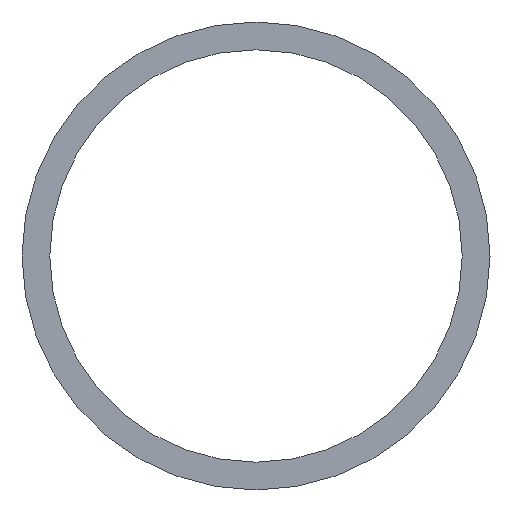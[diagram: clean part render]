
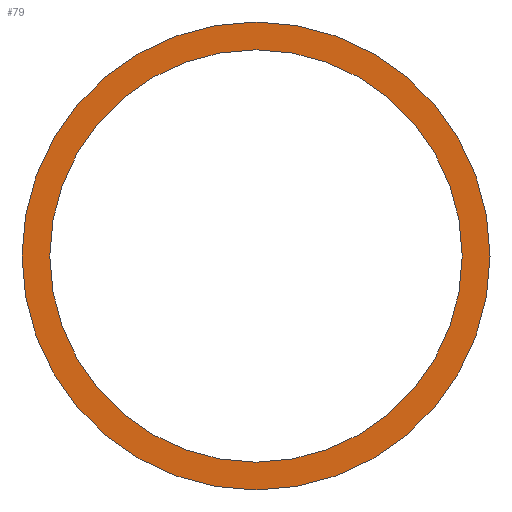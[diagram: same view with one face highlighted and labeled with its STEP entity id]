
A CAD part, left-side view. The second image highlights one B-rep face of the part: STEP entity #79.
In plain terms, the highlighted planar face has unit normal (-1, 0, 0).
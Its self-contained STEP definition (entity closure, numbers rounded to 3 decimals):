
#55 = EDGE_CURVE( '', #87, #67, #125, .T. );
#57 = EDGE_CURVE( '', #63, #59, #127, .T. );
#59 = VERTEX_POINT( '', #129 );
#63 = VERTEX_POINT( '', #134 );
#67 = VERTEX_POINT( '', #139 );
#79 = ADVANCED_FACE( '', ( #151, #152 ), #153, .F. );
#85 = EDGE_CURVE( '', #67, #87, #160, .T. );
#87 = VERTEX_POINT( '', #162 );
#101 = EDGE_CURVE( '', #59, #63, #179, .T. );
#125 = CIRCLE( '', #197, 225. );
#127 = CIRCLE( '', #200, 198.3 );
#129 = CARTESIAN_POINT( '', ( 0., 0., 198.3 ) );
#134 = CARTESIAN_POINT( '', ( 0., 0., -198.3 ) );
#139 = CARTESIAN_POINT( '', ( 0., 0., -225. ) );
#151 = FACE_OUTER_BOUND( '', #226, .T. );
#152 = FACE_BOUND( '', #227, .T. );
#153 = PLANE( '', #228 );
#160 = CIRCLE( '', #237, 225. );
#162 = CARTESIAN_POINT( '', ( 0., 0., 225. ) );
#179 = CIRCLE( '', #262, 198.3 );
#197 = AXIS2_PLACEMENT_3D( '', #270, #271, #272 );
#200 = AXIS2_PLACEMENT_3D( '', #273, #274, #275 );
#226 = EDGE_LOOP( '', ( #298, #299 ) );
#227 = EDGE_LOOP( '', ( #300, #301 ) );
#228 = AXIS2_PLACEMENT_3D( '', #302, #303, #304 );
#237 = AXIS2_PLACEMENT_3D( '', #316, #317, #318 );
#262 = AXIS2_PLACEMENT_3D( '', #340, #341, #342 );
#270 = CARTESIAN_POINT( '', ( 0., 0., 0. ) );
#271 = DIRECTION( '', ( 1., 0., 0. ) );
#272 = DIRECTION( '', ( 0., 0., -1. ) );
#273 = CARTESIAN_POINT( '', ( 0., 0., 0. ) );
#274 = DIRECTION( '', ( 1., 0., 0. ) );
#275 = DIRECTION( '', ( 0., 0., -1. ) );
#298 = ORIENTED_EDGE( '', *, *, #85, .F. );
#299 = ORIENTED_EDGE( '', *, *, #55, .F. );
#300 = ORIENTED_EDGE( '', *, *, #57, .T. );
#301 = ORIENTED_EDGE( '', *, *, #101, .T. );
#302 = CARTESIAN_POINT( '', ( 0., 0., 0. ) );
#303 = DIRECTION( '', ( 1., 0., 0. ) );
#304 = DIRECTION( '', ( 0., 0., -1. ) );
#316 = CARTESIAN_POINT( '', ( 0., 0., 0. ) );
#317 = DIRECTION( '', ( 1., 0., 0. ) );
#318 = DIRECTION( '', ( 0., 0., -1. ) );
#340 = CARTESIAN_POINT( '', ( 0., 0., 0. ) );
#341 = DIRECTION( '', ( 1., 0., 0. ) );
#342 = DIRECTION( '', ( 0., 0., -1. ) );
